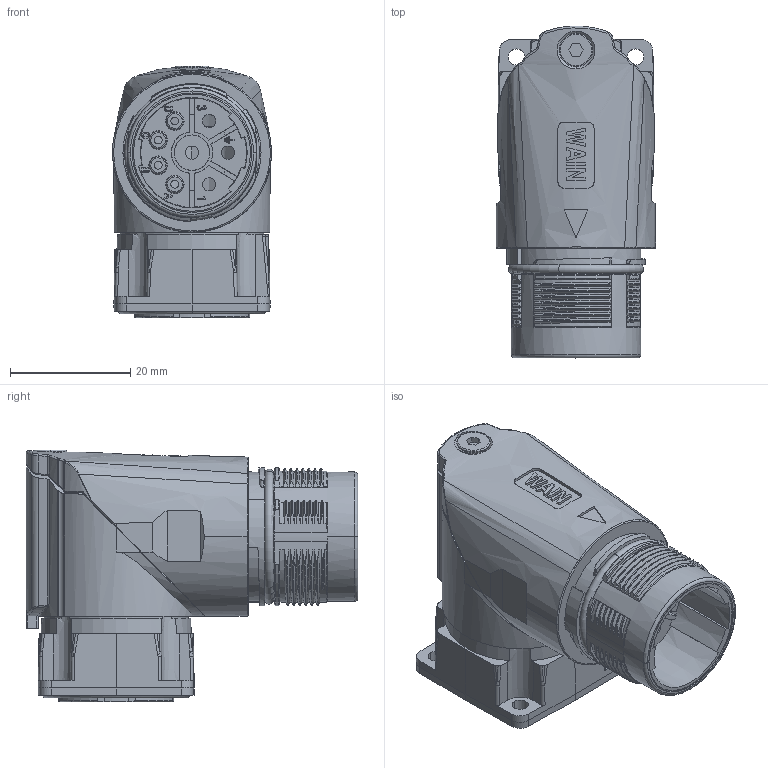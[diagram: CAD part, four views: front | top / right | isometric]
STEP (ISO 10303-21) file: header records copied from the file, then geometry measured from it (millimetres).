
FILE_DESCRIPTION((''),'2;1');
FILE_NAME('3D_1660086101011_M23-MC04_4-BKP','2017-07-14T',('zm.lin'),(''),'PRO/ENGINEER BY PARAMETRIC TECHNOLOGY CORPORATION, 2012480','PRO/ENGINEER BY PARAMETRIC TECHNOLOGY CORPORATION, 2012480','');
FILE_SCHEMA(('CONFIG_CONTROL_DESIGN'));
Length unit declared in the file: millimetre
Products named in the file (1): 3D_1660086101011_M23-MC04_4-BKP
Bounding box: 26.5 x 55.25 x 41.9 mm (x, y, z)
Volume: 17086.6 mm3; surface area: 38029.4 mm2
Topology: 2 solids, 3 shells, 1886 faces, 5468 edges, 3636 vertices
Faces by surface type: plane 656, cylinder 591, bspline 237, cone 199, torus 124, extrusion 75, sphere 4
Entity records: 86137 total; most frequent: CARTESIAN_POINT 40406, ORIENTED_EDGE 10928, DIRECTION 7526, EDGE_CURVE 5464, VERTEX_POINT 3636, AXIS2_PLACEMENT_3D 2745, B_SPLINE_CURVE_WITH_KNOTS 2407, VECTOR 2036
